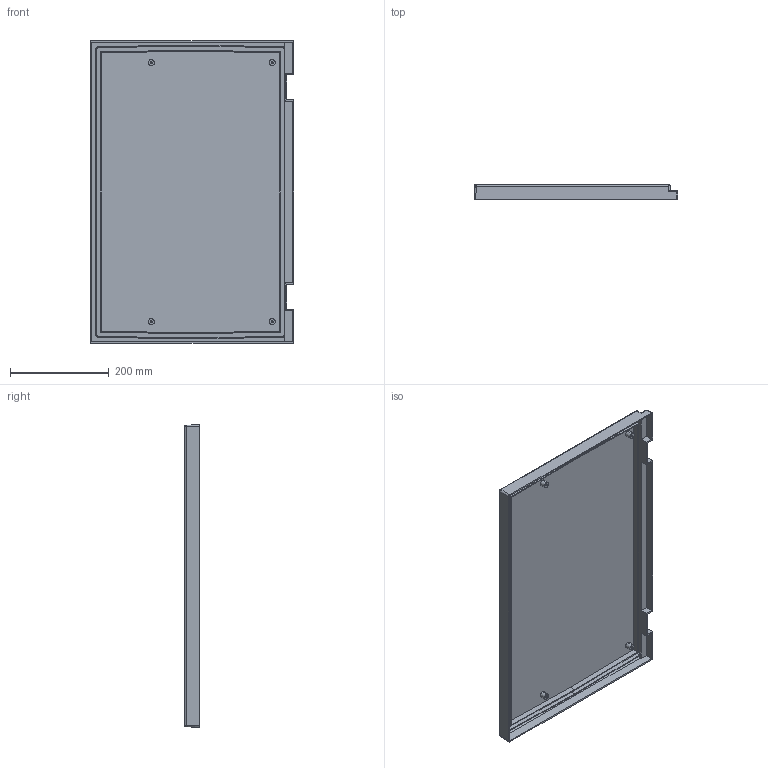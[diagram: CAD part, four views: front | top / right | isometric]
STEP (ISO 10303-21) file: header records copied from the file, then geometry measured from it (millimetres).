
FILE_DESCRIPTION (( 'STEP AP214' ), '1' );
FILE_NAME ('Fibox_CAB_P_64C.STEP', '2016-07-22T05:41:17', ( '' ), ( '' ), 'SwSTEP 2.0', 'SolidWorks 2015', '' );
FILE_SCHEMA (( 'AUTOMOTIVE_DESIGN' ));
Length unit declared in the file: millimetre
Products named in the file (1): Fibox_CAB_P_64C
Bounding box: 413.4 x 30 x 613.4 mm (x, y, z)
Volume: 854042 mm3; surface area: 694202.4 mm2
Topology: 1 solids, 1 shells, 113 faces, 286 edges, 180 vertices
Faces by surface type: plane 68, cylinder 23, cone 16, sphere 6
Entity records: 3359 total; most frequent: CARTESIAN_POINT 613, DIRECTION 565, ORIENTED_EDGE 560, EDGE_CURVE 280, VECTOR 197, LINE 197, AXIS2_PLACEMENT_3D 184, VERTEX_POINT 180
